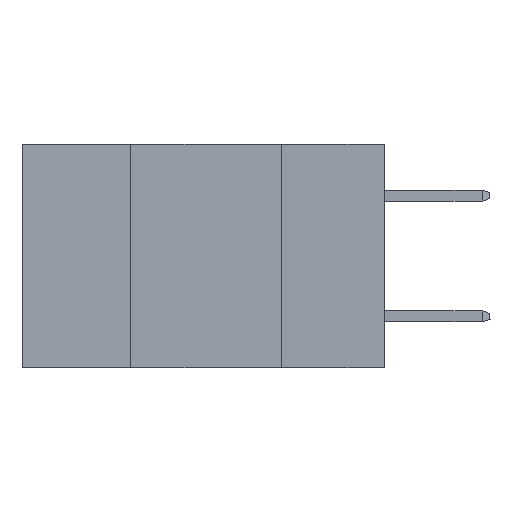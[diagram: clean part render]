
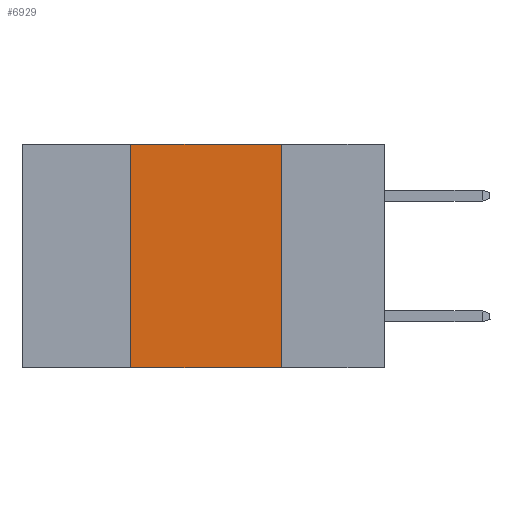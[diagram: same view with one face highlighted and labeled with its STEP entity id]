
A CAD part, left-side view. The second image highlights one B-rep face of the part: STEP entity #6929.
In plain terms, the highlighted planar face has unit normal (-1, 0, 0).
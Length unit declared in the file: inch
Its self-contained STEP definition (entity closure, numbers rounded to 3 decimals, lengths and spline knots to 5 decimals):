
#31 = FACE_OUTER_BOUND ( 'NONE', #3049, .T. ) ;
#618 = CARTESIAN_POINT ( 'NONE',  ( 0., 0.6, -0.37 ) ) ;
#828 = ORIENTED_EDGE ( 'NONE', *, *, #1937, .F. ) ;
#1659 = VECTOR ( 'NONE', #4266, 39.37008 ) ;
#1784 = VERTEX_POINT ( 'NONE', #7108 ) ;
#1937 = EDGE_CURVE ( 'NONE', #8617, #6441, #7958, .T. ) ;
#1958 = ORIENTED_EDGE ( 'NONE', *, *, #2963, .F. ) ;
#2270 = VECTOR ( 'NONE', #5190, 39.37008 ) ;
#2398 = DIRECTION ( 'NONE',  ( 0., -1., 0. ) ) ;
#2648 = CARTESIAN_POINT ( 'NONE',  ( 0., 0.42, 0. ) ) ;
#2934 = VECTOR ( 'NONE', #10874, 39.37008 ) ;
#2963 = EDGE_CURVE ( 'NONE', #3068, #8617, #7819, .T. ) ;
#3049 = EDGE_LOOP ( 'NONE', ( #828, #1958, #8305, #4425 ) ) ;
#3068 = VERTEX_POINT ( 'NONE', #2648 ) ;
#4266 = DIRECTION ( 'NONE',  ( 0., -1., 0. ) ) ;
#4395 = VECTOR ( 'NONE', #2398, 39.37008 ) ;
#4425 = ORIENTED_EDGE ( 'NONE', *, *, #9811, .T. ) ;
#4621 = CARTESIAN_POINT ( 'NONE',  ( 0., 0.17, -0.37 ) ) ;
#5161 = CARTESIAN_POINT ( 'NONE',  ( 0., 0.17, -0.37 ) ) ;
#5190 = DIRECTION ( 'NONE',  ( 0., 0., 1. ) ) ;
#5500 = EDGE_CURVE ( 'NONE', #1784, #3068, #9501, .T. ) ;
#5722 = CARTESIAN_POINT ( 'NONE',  ( 0., 0.17, 0. ) ) ;
#5868 = CARTESIAN_POINT ( 'NONE',  ( 0., 0.6, 0. ) ) ;
#6441 = VERTEX_POINT ( 'NONE', #5161 ) ;
#6929 = ADVANCED_FACE ( 'NONE', ( #31 ), #8485, .F. ) ;
#7108 = CARTESIAN_POINT ( 'NONE',  ( 0., 0.42, -0.37 ) ) ;
#7621 = LINE ( 'NONE', #618, #4395 ) ;
#7819 = LINE ( 'NONE', #8805, #1659 ) ;
#7827 = AXIS2_PLACEMENT_3D ( 'NONE', #5868, #9367, #11071 ) ;
#7958 = LINE ( 'NONE', #4621, #2934 ) ;
#8305 = ORIENTED_EDGE ( 'NONE', *, *, #5500, .F. ) ;
#8485 = PLANE ( 'NONE',  #7827 ) ;
#8617 = VERTEX_POINT ( 'NONE', #5722 ) ;
#8805 = CARTESIAN_POINT ( 'NONE',  ( 0., 0.6, 0. ) ) ;
#9367 = DIRECTION ( 'NONE',  ( 1., 0., 0. ) ) ;
#9501 = LINE ( 'NONE', #11458, #2270 ) ;
#9811 = EDGE_CURVE ( 'NONE', #1784, #6441, #7621, .T. ) ;
#10874 = DIRECTION ( 'NONE',  ( 0., 0., -1. ) ) ;
#11071 = DIRECTION ( 'NONE',  ( 0., 0., -1. ) ) ;
#11458 = CARTESIAN_POINT ( 'NONE',  ( 0., 0.42, -0.37 ) ) ;
